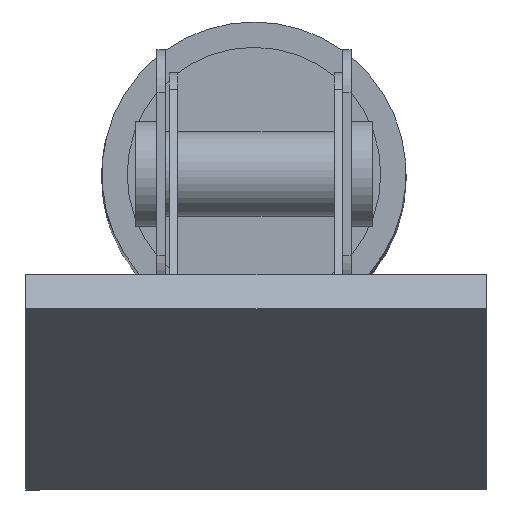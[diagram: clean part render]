
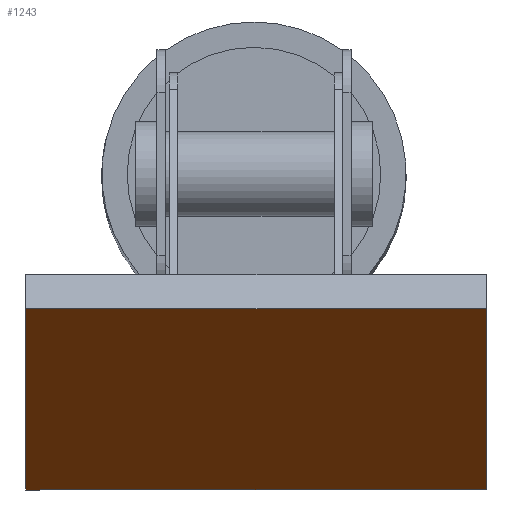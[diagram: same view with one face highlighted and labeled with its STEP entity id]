
A CAD part, front view. The second image highlights one B-rep face of the part: STEP entity #1243.
In plain terms, the highlighted face is planar.
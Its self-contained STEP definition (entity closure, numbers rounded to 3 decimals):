
#68=PLANE('',#1385);
#198=FACE_OUTER_BOUND('',#286,.T.);
#286=EDGE_LOOP('',(#1126,#1127,#1128,#1129));
#371=LINE('',#2586,#463);
#374=LINE('',#2591,#466);
#376=LINE('',#2595,#468);
#377=LINE('',#2597,#469);
#463=VECTOR('',#1663,1000.);
#466=VECTOR('',#1668,1000.);
#468=VECTOR('',#1672,1000.);
#469=VECTOR('',#1675,1000.);
#630=VERTEX_POINT('',#2583);
#631=VERTEX_POINT('',#2585);
#632=VERTEX_POINT('',#2589);
#633=VERTEX_POINT('',#2593);
#795=EDGE_CURVE('',#631,#630,#371,.T.);
#798=EDGE_CURVE('',#630,#632,#374,.T.);
#800=EDGE_CURVE('',#632,#633,#376,.T.);
#801=EDGE_CURVE('',#633,#631,#377,.T.);
#1126=ORIENTED_EDGE('',*,*,#795,.T.);
#1127=ORIENTED_EDGE('',*,*,#798,.T.);
#1128=ORIENTED_EDGE('',*,*,#800,.T.);
#1129=ORIENTED_EDGE('',*,*,#801,.T.);
#1243=ADVANCED_FACE('',(#198),#68,.F.);
#1385=AXIS2_PLACEMENT_3D('',#2598,#1676,#1677);
#1663=DIRECTION('',(0.,0.,-1.));
#1668=DIRECTION('',(1.,0.,0.));
#1672=DIRECTION('',(0.,0.,1.));
#1675=DIRECTION('',(-1.,0.,0.));
#1676=DIRECTION('center_axis',(0.,1.,0.));
#1677=DIRECTION('ref_axis',(0.,0.,1.));
#2583=CARTESIAN_POINT('',(-54.45,-10.,-15.786));
#2585=CARTESIAN_POINT('',(-54.45,-10.,55.077));
#2586=CARTESIAN_POINT('',(-54.45,-10.,55.077));
#2589=CARTESIAN_POINT('',(54.45,-10.,-15.786));
#2591=CARTESIAN_POINT('',(54.45,-10.,-15.786));
#2593=CARTESIAN_POINT('',(54.45,-10.,55.077));
#2595=CARTESIAN_POINT('',(54.45,-10.,55.077));
#2597=CARTESIAN_POINT('',(54.45,-10.,55.077));
#2598=CARTESIAN_POINT('Origin',(0.,-10.,0.));
